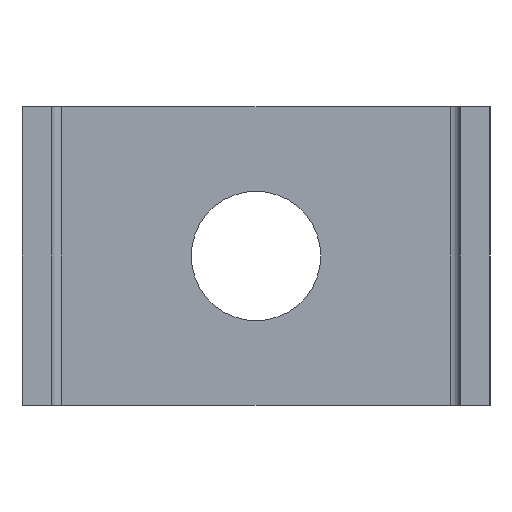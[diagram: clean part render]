
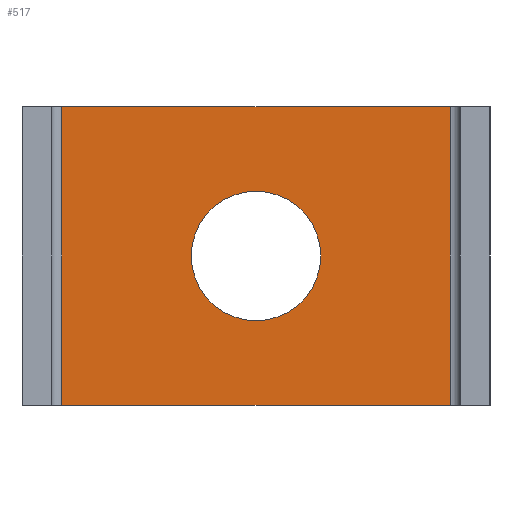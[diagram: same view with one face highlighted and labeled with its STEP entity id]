
A CAD part, front view. The second image highlights one B-rep face of the part: STEP entity #517.
In plain terms, the highlighted planar face has unit normal (0, -1, 0).
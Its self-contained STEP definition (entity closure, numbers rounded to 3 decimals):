
#73=CARTESIAN_POINT('',(6.5,0.,0.));
#74=VERTEX_POINT('',#73);
#75=CARTESIAN_POINT('',(0.0,0.,0.));
#76=DIRECTION('',(0.0,1.0,0.0));
#77=DIRECTION('',(-1.0,0.0,0.0));
#78=AXIS2_PLACEMENT_3D('',#75,#76,#77);
#79=CIRCLE('',#78,6.5);
#80=EDGE_CURVE('',#74,#74,#79,.T.);
#149=CARTESIAN_POINT('',(19.5,0.,15.0));
#150=VERTEX_POINT('',#149);
#158=CARTESIAN_POINT('',(19.5,0.,-15.0));
#159=VERTEX_POINT('',#158);
#160=CARTESIAN_POINT('',(19.5,0.,15.0));
#161=DIRECTION('',(0.0,0.0,-1.0));
#162=VECTOR('',#161,30.0);
#163=LINE('',#160,#162);
#164=EDGE_CURVE('',#150,#159,#163,.T.);
#330=CARTESIAN_POINT('',(-19.5,0.,-15.0));
#331=VERTEX_POINT('',#330);
#332=CARTESIAN_POINT('',(-19.5,0.,-15.0));
#333=DIRECTION('',(1.0,0.0,0.0));
#334=VECTOR('',#333,39.);
#335=LINE('',#332,#334);
#336=EDGE_CURVE('',#331,#159,#335,.T.);
#371=CARTESIAN_POINT('',(-19.5,0.,15.0));
#372=VERTEX_POINT('',#371);
#373=CARTESIAN_POINT('',(-19.5,0.,15.0));
#374=DIRECTION('',(0.0,0.0,-1.0));
#375=VECTOR('',#374,30.0);
#376=LINE('',#373,#375);
#377=EDGE_CURVE('',#372,#331,#376,.T.);
#494=CARTESIAN_POINT('',(-19.5,0.,15.0));
#495=DIRECTION('',(1.0,0.0,0.0));
#496=VECTOR('',#495,39.);
#497=LINE('',#494,#496);
#498=EDGE_CURVE('',#372,#150,#497,.T.);
#503=CARTESIAN_POINT('',(0.,0.,0.));
#504=DIRECTION('',(0.0,-1.0,0.0));
#505=DIRECTION('',(0.0,0.0,-1.0));
#506=AXIS2_PLACEMENT_3D('',#503,#504,#505);
#507=PLANE('',#506);
#508=ORIENTED_EDGE('',*,*,#164,.F.);
#509=ORIENTED_EDGE('',*,*,#498,.F.);
#510=ORIENTED_EDGE('',*,*,#377,.T.);
#511=ORIENTED_EDGE('',*,*,#336,.T.);
#512=EDGE_LOOP('',(#508,#509,#510,#511));
#513=FACE_OUTER_BOUND('',#512,.T.);
#514=ORIENTED_EDGE('',*,*,#80,.T.);
#515=EDGE_LOOP('',(#514));
#516=FACE_BOUND('',#515,.T.);
#517=ADVANCED_FACE('',(#513,#516),#507,.T.);
